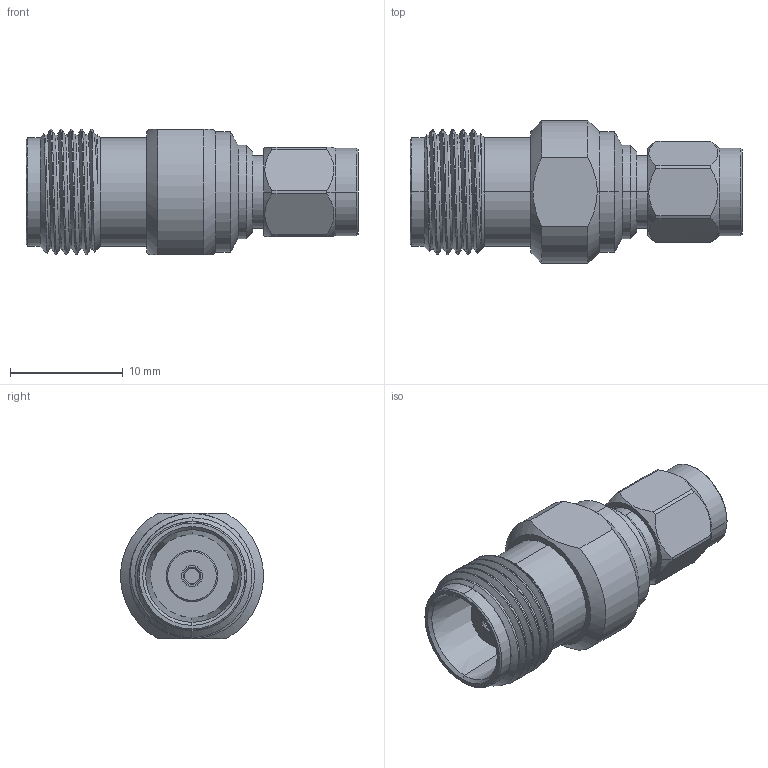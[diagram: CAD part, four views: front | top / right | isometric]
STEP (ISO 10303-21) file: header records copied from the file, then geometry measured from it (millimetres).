
FILE_DESCRIPTION (( 'STEP AP214' ), '1' );
FILE_NAME ('SM4773_3D.step', '2026-03-02T17:12:55', ( '' ), ( '' ), 'SwSTEP 2.0', 'SolidWorks 2025', '' );
FILE_SCHEMA (( 'AUTOMOTIVE_DESIGN' ));
Length unit declared in the file: inch
Products named in the file (1): SM4773_3D
Bounding box: 29.5 x 12.66 x 11.13 mm (x, y, z)
Volume: 1828.5 mm3; surface area: 1758.1 mm2
Topology: 1 solids, 1 shells, 163 faces, 398 edges, 251 vertices
Faces by surface type: cylinder 69, plane 48, cone 38, bspline 8
Entity records: 7907 total; most frequent: CARTESIAN_POINT 4247, ORIENTED_EDGE 796, DIRECTION 727, EDGE_CURVE 398, AXIS2_PLACEMENT_3D 291, VERTEX_POINT 251, EDGE_LOOP 177, FACE_OUTER_BOUND 163
